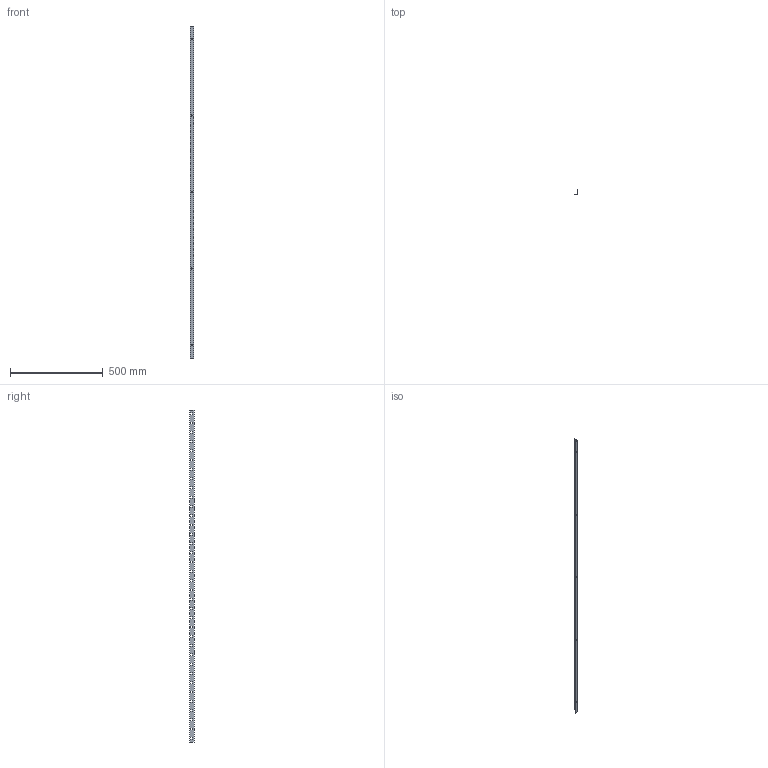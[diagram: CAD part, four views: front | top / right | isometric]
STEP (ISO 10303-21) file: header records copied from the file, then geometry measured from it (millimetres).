
FILE_DESCRIPTION (( 'STEP AP203' ), '1' );
FILE_NAME ('Äåðæàòåëü ïëàñòðîíîâ FORT âûñîòîé 1800 (2øò) EKF PROxima.STEP', '2021-07-13T11:40:11', ( '' ), ( '' ), 'SwSTEP 2.0', 'SolidWorks 2021', '' );
FILE_SCHEMA (( 'CONFIG_CONTROL_DESIGN' ));
Length unit declared in the file: millimetre
Products named in the file (1): Äåðæàòåëü ïëàñòðîíîâ FORT âûñîòîé 1800 (2øò) EKF PROxima
Bounding box: 20 x 26.7 x 1789 mm (x, y, z)
Volume: 77190.6 mm3; surface area: 159519.4 mm2
Topology: 1 solids, 1 shells, 168 faces, 490 edges, 324 vertices
Faces by surface type: plane 156, cylinder 12
Entity records: 5695 total; most frequent: CARTESIAN_POINT 983, ORIENTED_EDGE 980, DIRECTION 852, EDGE_CURVE 490, LINE 466, VECTOR 466, VERTEX_POINT 324, EDGE_LOOP 250
